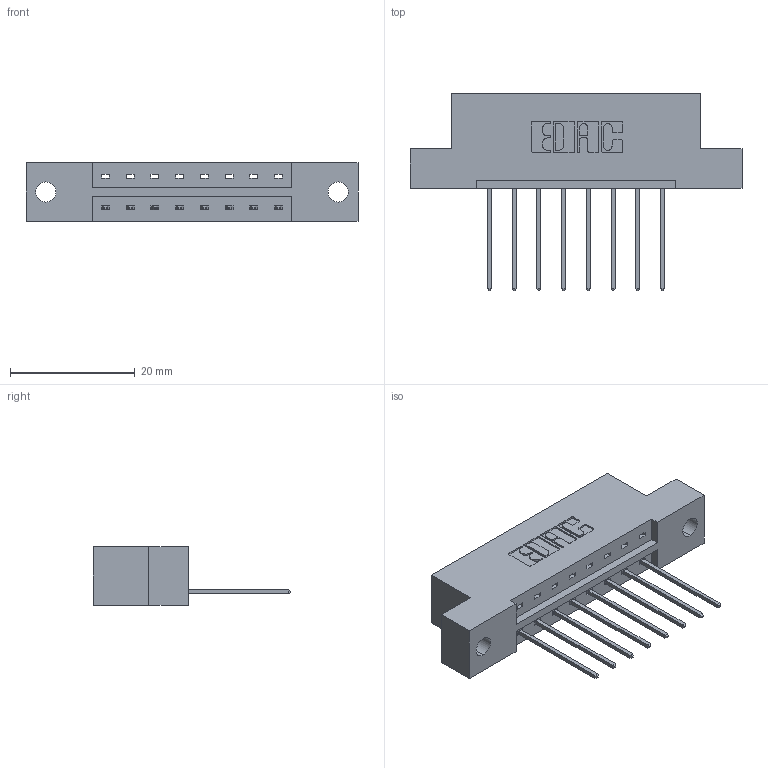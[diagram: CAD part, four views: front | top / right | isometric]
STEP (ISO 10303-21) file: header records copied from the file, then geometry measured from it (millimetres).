
FILE_DESCRIPTION (( 'STEP AP203' ), '1' );
FILE_NAME ('333-008-542-102.STEP', '2018-07-31T22:07:23', ( '' ), ( '' ), 'SwSTEP 2.0', 'SolidWorks 2016', '' );
FILE_SCHEMA (( 'CONFIG_CONTROL_DESIGN' ));
Length unit declared in the file: inch
Products named in the file (3): 333 Part_Flush - .128 Dia; 345-292-001_345-293-142; 333-008-542-102
Assembly tree (9 placements, depth 2):
  333-008-542-102
    333 Part_Flush - .128 Dia
    345-292-001_345-293-142  x8
Bounding box: 53.24 x 31.63 x 9.4 mm (x, y, z)
Volume: 5046 mm3; surface area: 5082.1 mm2
Topology: 9 solids, 9 shells, 578 faces, 1719 edges, 1134 vertices
Faces by surface type: plane 406, cylinder 172
Entity records: 9309 total; most frequent: CARTESIAN_POINT 1618, ORIENTED_EDGE 1562, DIRECTION 1433, EDGE_CURVE 781, VECTOR 653, LINE 653, VERTEX_POINT 518, AXIS2_PLACEMENT_3D 390
